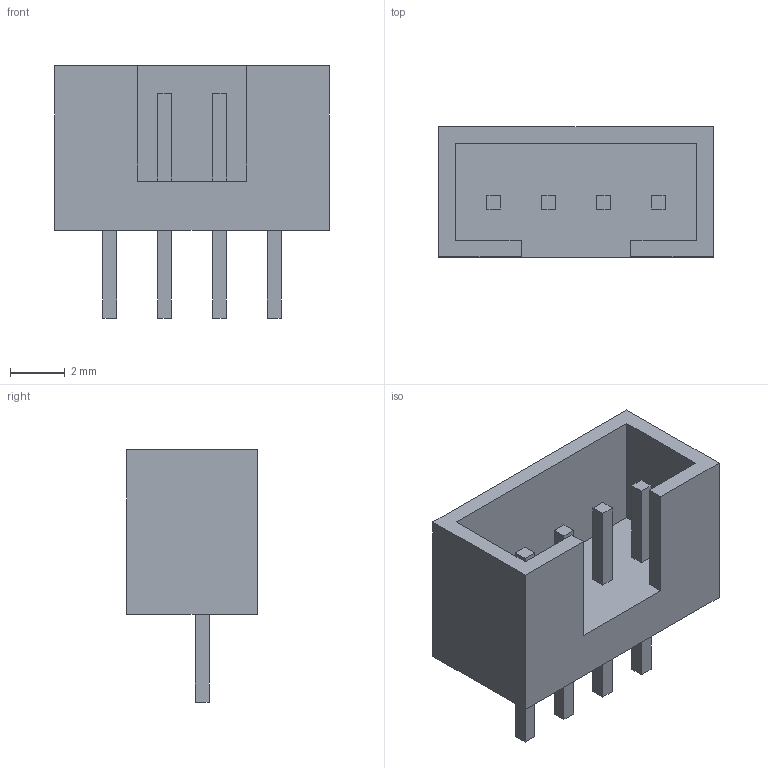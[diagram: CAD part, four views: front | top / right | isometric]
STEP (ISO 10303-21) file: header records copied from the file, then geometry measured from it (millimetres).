
FILE_DESCRIPTION (( 'STEP AP214' ), '1' );
FILE_NAME ('Conn_WB-04(MW-4M).STEP', '2018-02-26T21:27:27', ( '' ), ( '' ), 'SwSTEP 2.0', 'SolidWorks 2018', '' );
FILE_SCHEMA (( 'AUTOMOTIVE_DESIGN' ));
Length unit declared in the file: millimetre
Products named in the file (1): Conn_WB-04(MW-4M)
Bounding box: 10 x 4.75 x 9.2 mm (x, y, z)
Volume: 150.1 mm3; surface area: 398.4 mm2
Topology: 1 solids, 1 shells, 54 faces, 132 edges, 88 vertices
Faces by surface type: plane 54
Entity records: 2184 total; most frequent: CARTESIAN_POINT 275, ORIENTED_EDGE 264, DIRECTION 242, LINE 132, EDGE_CURVE 132, VECTOR 132, VERTEX_POINT 88, EDGE_LOOP 62
